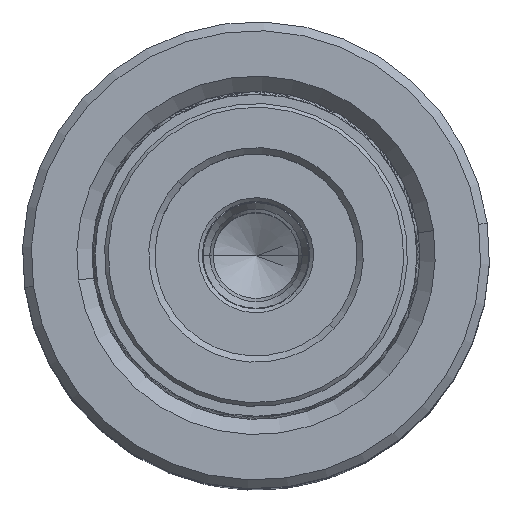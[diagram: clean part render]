
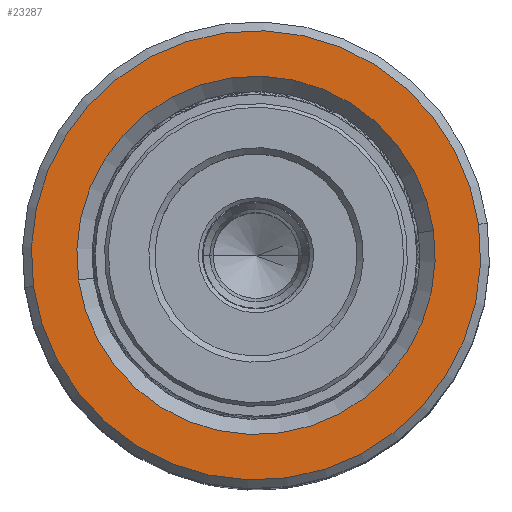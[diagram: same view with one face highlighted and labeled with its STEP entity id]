
A CAD part, top view. The second image highlights one B-rep face of the part: STEP entity #23287.
In plain terms, the highlighted planar face has unit normal (0, 0, 1).
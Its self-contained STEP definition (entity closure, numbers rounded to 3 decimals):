
#492 = CARTESIAN_POINT ( 'NONE',  ( 14.2, 0., 60. ) ) ;
#1102 = FACE_OUTER_BOUND ( 'NONE', #19385, .T. ) ;
#1257 = CIRCLE ( 'NONE', #13568, 17.8 ) ;
#2143 = ORIENTED_EDGE ( 'NONE', *, *, #32825, .T. ) ;
#3555 = AXIS2_PLACEMENT_3D ( 'NONE', #6993, #25877, #9190 ) ;
#3668 = CIRCLE ( 'NONE', #33531, 14.2 ) ;
#4070 = ORIENTED_EDGE ( 'NONE', *, *, #7942, .T. ) ;
#4643 = DIRECTION ( 'NONE',  ( 0., 0., 1. ) ) ;
#6993 = CARTESIAN_POINT ( 'NONE',  ( 0., 0., 60. ) ) ;
#7942 = EDGE_CURVE ( 'NONE', #19607, #13510, #35444, .T. ) ;
#8050 = DIRECTION ( 'NONE',  ( 0., 0., -1. ) ) ;
#9190 = DIRECTION ( 'NONE',  ( 1., 0., 0. ) ) ;
#9522 = ORIENTED_EDGE ( 'NONE', *, *, #20445, .T. ) ;
#9735 = CARTESIAN_POINT ( 'NONE',  ( 0., 0., 60. ) ) ;
#10467 = CARTESIAN_POINT ( 'NONE',  ( 17.8, 0., 60. ) ) ;
#12631 = VERTEX_POINT ( 'NONE', #15196 ) ;
#13278 = DIRECTION ( 'NONE',  ( 0., 0., -1. ) ) ;
#13510 = VERTEX_POINT ( 'NONE', #10467 ) ;
#13568 = AXIS2_PLACEMENT_3D ( 'NONE', #9735, #15418, #26609 ) ;
#15196 = CARTESIAN_POINT ( 'NONE',  ( -14.2, 0., 60. ) ) ;
#15418 = DIRECTION ( 'NONE',  ( 0., 0., 1. ) ) ;
#16141 = EDGE_CURVE ( 'NONE', #12631, #34898, #3668, .T. ) ;
#16314 = DIRECTION ( 'NONE',  ( 1., 0., 0. ) ) ;
#17817 = FACE_BOUND ( 'NONE', #36147, .T. ) ;
#18418 = DIRECTION ( 'NONE',  ( 1., 0., 0. ) ) ;
#19385 = EDGE_LOOP ( 'NONE', ( #4070, #9522 ) ) ;
#19607 = VERTEX_POINT ( 'NONE', #21495 ) ;
#20445 = EDGE_CURVE ( 'NONE', #13510, #19607, #1257, .T. ) ;
#20752 = PLANE ( 'NONE',  #3555 ) ;
#21495 = CARTESIAN_POINT ( 'NONE',  ( -17.8, 0., 60. ) ) ;
#23287 = ADVANCED_FACE ( 'NONE', ( #1102, #17817 ), #20752, .T. ) ;
#23654 = CARTESIAN_POINT ( 'NONE',  ( 0., 0., 60. ) ) ;
#24322 = AXIS2_PLACEMENT_3D ( 'NONE', #30135, #4643, #18418 ) ;
#25877 = DIRECTION ( 'NONE',  ( 0., 0., 1. ) ) ;
#26609 = DIRECTION ( 'NONE',  ( 1., 0., 0. ) ) ;
#27024 = CIRCLE ( 'NONE', #29951, 14.2 ) ;
#27392 = CARTESIAN_POINT ( 'NONE',  ( 0., 0., 60. ) ) ;
#27455 = ORIENTED_EDGE ( 'NONE', *, *, #16141, .T. ) ;
#29951 = AXIS2_PLACEMENT_3D ( 'NONE', #27392, #13278, #30318 ) ;
#30135 = CARTESIAN_POINT ( 'NONE',  ( 0., 0., 60. ) ) ;
#30318 = DIRECTION ( 'NONE',  ( 1., 0., 0. ) ) ;
#32825 = EDGE_CURVE ( 'NONE', #34898, #12631, #27024, .T. ) ;
#33531 = AXIS2_PLACEMENT_3D ( 'NONE', #23654, #8050, #16314 ) ;
#34898 = VERTEX_POINT ( 'NONE', #492 ) ;
#35444 = CIRCLE ( 'NONE', #24322, 17.8 ) ;
#36147 = EDGE_LOOP ( 'NONE', ( #2143, #27455 ) ) ;
